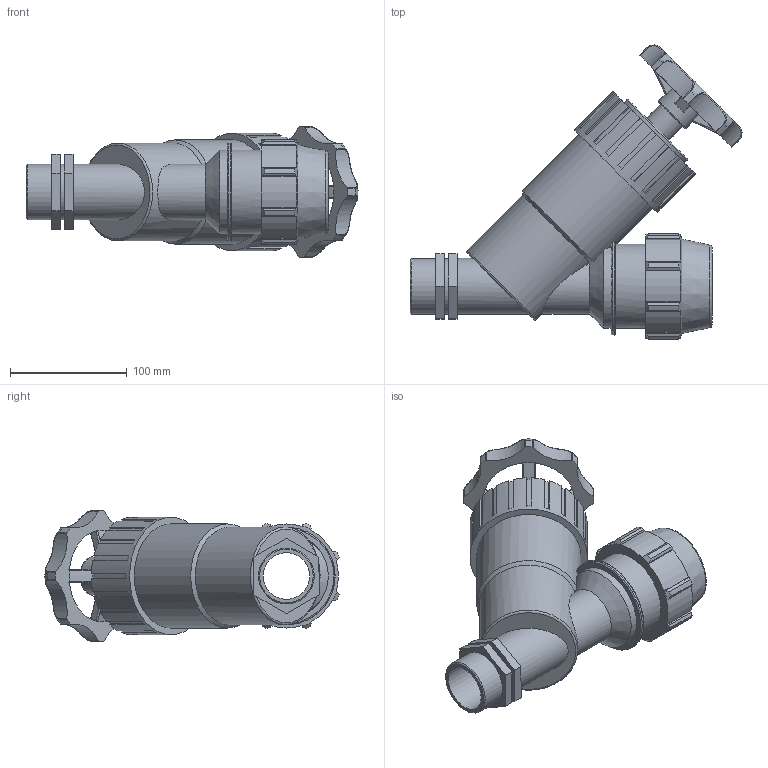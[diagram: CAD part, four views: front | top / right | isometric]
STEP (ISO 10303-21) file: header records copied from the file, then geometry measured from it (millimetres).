
FILE_DESCRIPTION(/* description */ ('PLASSON ANGLE SEAT VALVE 50-1.1/2"'),/* implementation_level */ '2;1');
FILE_NAME(/* name */ '03948500_039485050A.ipt.stp',/* time_stamp */ '2017-06-19T12:10:57+03:00',/* author */ ('KIM'),/* organization */ (''),/* preprocessor_version */ 'ST-DEVELOPER v15.6',/* originating_system */ 'Autodesk Inventor 2015',/* authorisation */ '');
FILE_SCHEMA (('AUTOMOTIVE_DESIGN { 1 0 10303 214 3 1 1 }'));
Length unit declared in the file: millimetre
Products named in the file (1): 03948500_039485050A
Bounding box: 284.69 x 252.16 x 111.76 mm (x, y, z)
Volume: 1593087.5 mm3; surface area: 179112.9 mm2
Topology: 1 solids, 1 shells, 272 faces, 747 edges, 485 vertices
Faces by surface type: plane 130, cylinder 87, bspline 24, cone 23, torus 8
Full cylindrical faces by diameter (mm): 26.827 x1, 33.534 x1, 40 x1, 47.803 x3, 50 x1, 72 x1, 73.775 x1, 83.835 x1, 89.424 x1, 100.602 x1
Entity records: 10115 total; most frequent: CARTESIAN_POINT 3458, ORIENTED_EDGE 1426, DIRECTION 1328, EDGE_CURVE 713, AXIS2_PLACEMENT_3D 494, VERTEX_POINT 475, LINE 340, VECTOR 340
